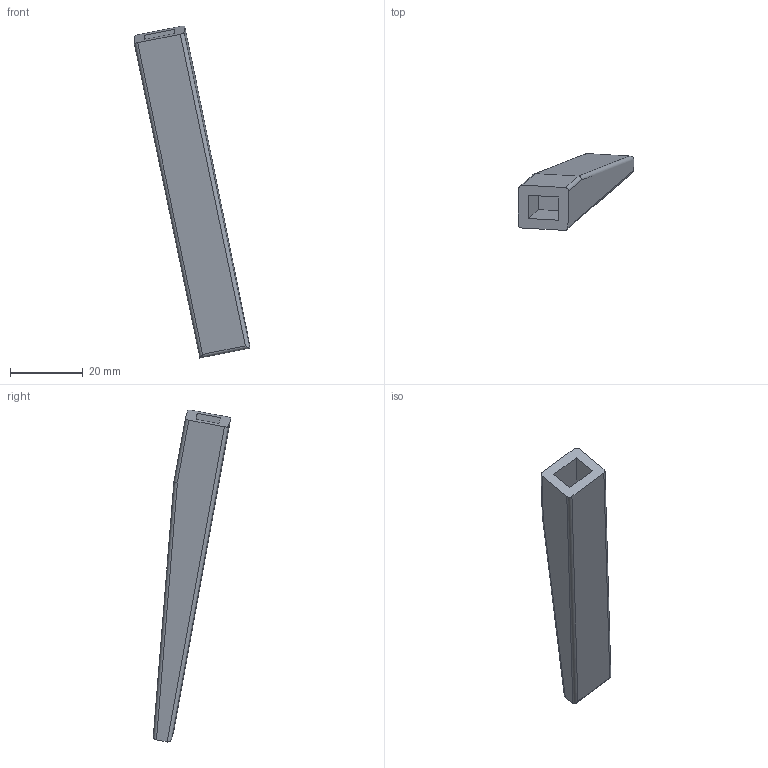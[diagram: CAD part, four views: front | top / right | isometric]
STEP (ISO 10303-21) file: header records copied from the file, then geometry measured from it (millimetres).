
FILE_DESCRIPTION(/* description */ (''),/* implementation_level */ '2;1');
FILE_NAME(/* name */ 'F_bar.step',/* time_stamp */ '2021-08-26T16:11:08+02:00',/* author */ (''),/* organization */ (''),/* preprocessor_version */ 'ST-DEVELOPER v18.1',/* originating_system */ 'Autodesk Translation Framework v10.9.0.1377',/* authorisation */ '');
FILE_SCHEMA (('AUTOMOTIVE_DESIGN { 1 0 10303 214 3 1 1 }'));
Length unit declared in the file: millimetre
Products named in the file (1): F_bar
Bounding box: 31.86 x 21.29 x 91.37 mm (x, y, z)
Volume: 10736.1 mm3; surface area: 4671.7 mm2
Topology: 1 solids, 1 shells, 20 faces, 47 edges, 30 vertices
Faces by surface type: plane 12, cylinder 8
Entity records: 604 total; most frequent: DIRECTION 101, CARTESIAN_POINT 98, ORIENTED_EDGE 94, EDGE_CURVE 47, LINE 35, VECTOR 35, AXIS2_PLACEMENT_3D 33, VERTEX_POINT 30
